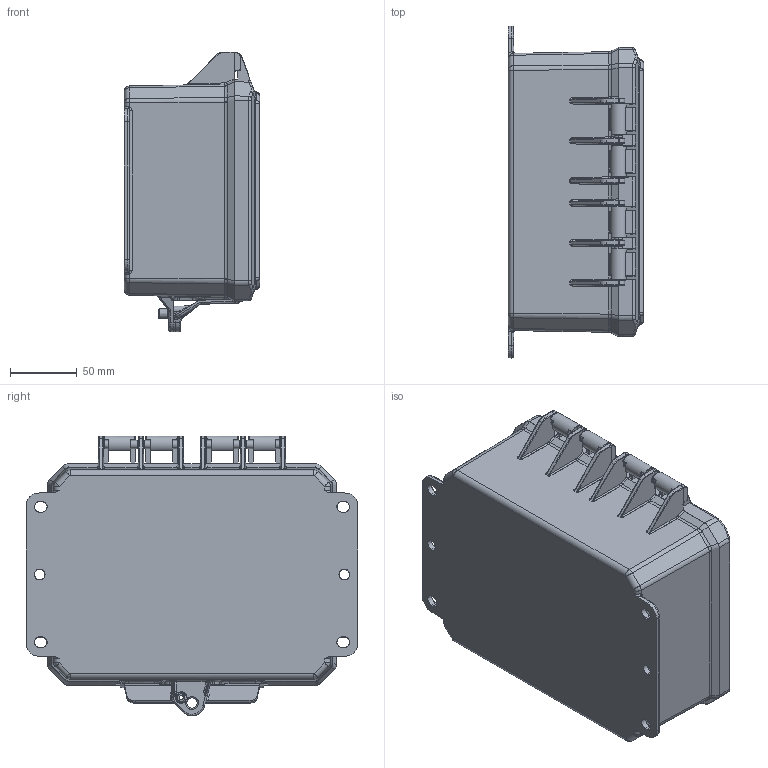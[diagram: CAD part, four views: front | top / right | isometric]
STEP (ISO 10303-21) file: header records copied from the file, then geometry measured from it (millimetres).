
FILE_DESCRIPTION (( 'STEP AP214' ), '1' );
FILE_NAME ('P8063.STEP', '2016-06-09T18:58:01', ( '' ), ( '' ), 'SwSTEP 2.0', 'SolidWorks 2016', '' );
FILE_SCHEMA (( 'AUTOMOTIVE_DESIGN' ));
Length unit declared in the file: inch
Products named in the file (3): 8X6-LID-SD-HINGE-INT-LATCH_126; 8X6X3-BOX-SD-HINGE-INT-LATCH_12; P8063
Assembly tree (2 placements, depth 2):
  P8063
    8X6X3-BOX-SD-HINGE-INT-LATCH_12
    8X6-LID-SD-HINGE-INT-LATCH_126
Bounding box: 101.73 x 248.92 x 209.96 mm (x, y, z)
Volume: 217980.7 mm3; surface area: 341517.4 mm2
Topology: 1 solids, 2 shells, 2304 faces, 5620 edges, 3330 vertices
Faces by surface type: cylinder 849, bspline 771, plane 575, cone 109
Entity records: 115759 total; most frequent: CARTESIAN_POINT 71464, ORIENTED_EDGE 11192, DIRECTION 5880, EDGE_CURVE 5596, VERTEX_POINT 3330, B_SPLINE_CURVE_WITH_KNOTS 2836, EDGE_LOOP 2378, ADVANCED_FACE 2304
